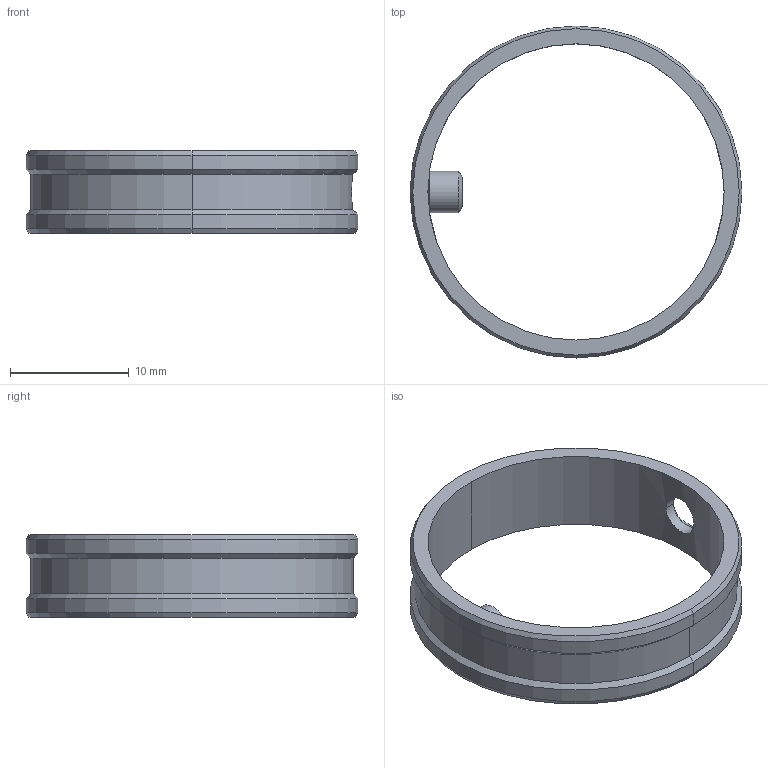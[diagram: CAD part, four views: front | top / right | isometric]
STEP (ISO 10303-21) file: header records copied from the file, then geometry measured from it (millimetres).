
FILE_DESCRIPTION(('HOOPS Exchange Step'),'2;1');
FILE_NAME('export-DD11DEDC-FD0F-46CF-B6FA-BDE3E0D12141.stp','2023-12-28T16:33:56+01:00',('Engineering'),('Alibre'),'HOOPS Exchange 2021.0','Alibre','Unknown authorisation');
FILE_SCHEMA( ('AP242_MANAGED_MODEL_BASED_3D_ENGINEERING_MIM_LF {1 0 10303 442 1 1 4 }') );
Length unit declared in the file: millimetre
Products named in the file (3): 5191-1 HSK25-C Guhring 4953 Brass Locking Ring; 5191-2 HSK25-C Guhring 4953 Brass Locking Ring; 5191 HSK25-C Guhring 4953 Brass Locking Ring
Assembly tree (2 placements, depth 2):
  5191 HSK25-C Guhring 4953 Brass Locking Ring
    5191-1 HSK25-C Guhring 4953 Brass Locking Ring
    5191-2 HSK25-C Guhring 4953 Brass Locking Ring
Bounding box: 28 x 28 x 7 mm (x, y, z)
Volume: 751.8 mm3; surface area: 1466.1 mm2
Topology: 2 solids, 2 shells, 60 faces, 142 edges, 85 vertices
Faces by surface type: cone 22, cylinder 18, plane 16, bspline 4
Entity records: 2426 total; most frequent: CARTESIAN_POINT 991, DIRECTION 280, ORIENTED_EDGE 280, EDGE_CURVE 140, AXIS2_PLACEMENT_3D 114, VERTEX_POINT 85, EDGE_LOOP 65, FACE_BOUND 65
